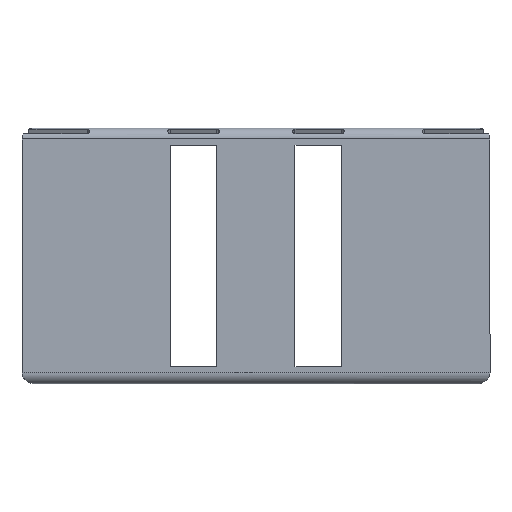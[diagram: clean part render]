
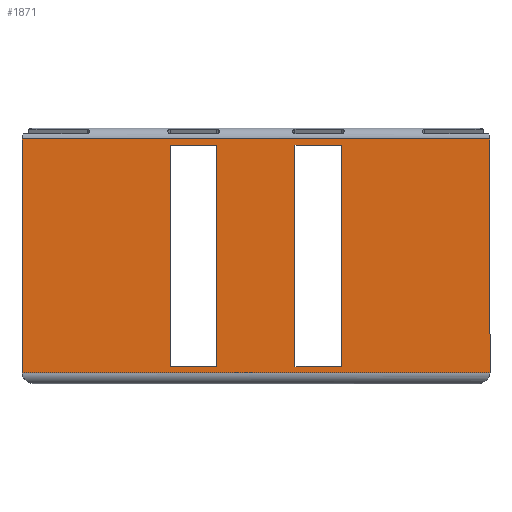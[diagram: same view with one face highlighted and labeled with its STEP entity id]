
A CAD part, front view. The second image highlights one B-rep face of the part: STEP entity #1871.
In plain terms, the highlighted planar face has unit normal (0, -1, 0).
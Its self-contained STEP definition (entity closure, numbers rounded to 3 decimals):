
#6 = VERTEX_POINT ( 'NONE', #718 ) ;
#24 = CARTESIAN_POINT ( 'NONE',  ( -55., -4., -71. ) ) ;
#29 = ORIENTED_EDGE ( 'NONE', *, *, #2375, .T. ) ;
#55 = EDGE_CURVE ( 'NONE', #1734, #2274, #2007, .T. ) ;
#85 = LINE ( 'NONE', #294, #673 ) ;
#120 = LINE ( 'NONE', #1617, #519 ) ;
#176 = ORIENTED_EDGE ( 'NONE', *, *, #2051, .F. ) ;
#190 = DIRECTION ( 'NONE',  ( -1., 0., 0. ) ) ;
#196 = VERTEX_POINT ( 'NONE', #819 ) ;
#201 = VECTOR ( 'NONE', #1110, 1000. ) ;
#215 = EDGE_CURVE ( 'NONE', #257, #1734, #1028, .T. ) ;
#240 = DIRECTION ( 'NONE',  ( 0., 0., -1. ) ) ;
#257 = VERTEX_POINT ( 'NONE', #1830 ) ;
#283 = VECTOR ( 'NONE', #1101, 1000. ) ;
#288 = DIRECTION ( 'NONE',  ( -1., 0., 0. ) ) ;
#294 = CARTESIAN_POINT ( 'NONE',  ( -150., -4., 75. ) ) ;
#369 = VERTEX_POINT ( 'NONE', #853 ) ;
#411 = PLANE ( 'NONE',  #675 ) ;
#420 = EDGE_LOOP ( 'NONE', ( #1125, #950, #1198, #1829 ) ) ;
#442 = VERTEX_POINT ( 'NONE', #1237 ) ;
#451 = DIRECTION ( 'NONE',  ( 1., 0., 0. ) ) ;
#458 = CARTESIAN_POINT ( 'NONE',  ( 25., -4., 71. ) ) ;
#463 = CARTESIAN_POINT ( 'NONE',  ( 25., -4., -71. ) ) ;
#470 = DIRECTION ( 'NONE',  ( 0., 0., -1. ) ) ;
#484 = CARTESIAN_POINT ( 'NONE',  ( 150., -4., -75. ) ) ;
#486 = CARTESIAN_POINT ( 'NONE',  ( 25., -4., -71. ) ) ;
#489 = DIRECTION ( 'NONE',  ( 1., 0., 0. ) ) ;
#519 = VECTOR ( 'NONE', #1595, 1000. ) ;
#673 = VECTOR ( 'NONE', #489, 1000. ) ;
#675 = AXIS2_PLACEMENT_3D ( 'NONE', #2242, #1868, #1289 ) ;
#718 = CARTESIAN_POINT ( 'NONE',  ( -150., -4., 75. ) ) ;
#754 = FACE_OUTER_BOUND ( 'NONE', #1935, .T. ) ;
#775 = FACE_BOUND ( 'NONE', #1937, .T. ) ;
#780 = VERTEX_POINT ( 'NONE', #1267 ) ;
#819 = CARTESIAN_POINT ( 'NONE',  ( -25., -4., -71. ) ) ;
#836 = LINE ( 'NONE', #997, #1019 ) ;
#853 = CARTESIAN_POINT ( 'NONE',  ( -150., -4., -75. ) ) ;
#902 = VECTOR ( 'NONE', #240, 1000. ) ;
#908 = CARTESIAN_POINT ( 'NONE',  ( 55., -4., -71. ) ) ;
#941 = VECTOR ( 'NONE', #1239, 1000. ) ;
#945 = EDGE_CURVE ( 'NONE', #196, #1138, #1449, .T. ) ;
#950 = ORIENTED_EDGE ( 'NONE', *, *, #55, .T. ) ;
#997 = CARTESIAN_POINT ( 'NONE',  ( -55., -4., 71. ) ) ;
#1019 = VECTOR ( 'NONE', #451, 1000. ) ;
#1021 = CARTESIAN_POINT ( 'NONE',  ( 150., -4., -75. ) ) ;
#1023 = ORIENTED_EDGE ( 'NONE', *, *, #1106, .F. ) ;
#1028 = LINE ( 'NONE', #458, #1399 ) ;
#1101 = DIRECTION ( 'NONE',  ( 0., 0., -1. ) ) ;
#1106 = EDGE_CURVE ( 'NONE', #1224, #2284, #2374, .T. ) ;
#1109 = LINE ( 'NONE', #2041, #2248 ) ;
#1110 = DIRECTION ( 'NONE',  ( -1., 0., 0. ) ) ;
#1115 = ORIENTED_EDGE ( 'NONE', *, *, #2357, .T. ) ;
#1125 = ORIENTED_EDGE ( 'NONE', *, *, #215, .T. ) ;
#1138 = VERTEX_POINT ( 'NONE', #2330 ) ;
#1198 = ORIENTED_EDGE ( 'NONE', *, *, #1857, .T. ) ;
#1205 = VECTOR ( 'NONE', #470, 1000. ) ;
#1224 = VERTEX_POINT ( 'NONE', #2137 ) ;
#1237 = CARTESIAN_POINT ( 'NONE',  ( -25., -4., 71. ) ) ;
#1239 = DIRECTION ( 'NONE',  ( 0., 0., 1. ) ) ;
#1266 = ORIENTED_EDGE ( 'NONE', *, *, #945, .T. ) ;
#1267 = CARTESIAN_POINT ( 'NONE',  ( -55., -4., 71. ) ) ;
#1283 = LINE ( 'NONE', #1655, #2095 ) ;
#1289 = DIRECTION ( 'NONE',  ( 0., 0., 1. ) ) ;
#1354 = CARTESIAN_POINT ( 'NONE',  ( -55., -4., -71. ) ) ;
#1375 = LINE ( 'NONE', #1718, #902 ) ;
#1390 = LINE ( 'NONE', #1354, #1739 ) ;
#1399 = VECTOR ( 'NONE', #1927, 1000. ) ;
#1401 = EDGE_CURVE ( 'NONE', #6, #1224, #85, .T. ) ;
#1414 = LINE ( 'NONE', #486, #941 ) ;
#1449 = LINE ( 'NONE', #24, #201 ) ;
#1489 = EDGE_CURVE ( 'NONE', #369, #6, #120, .T. ) ;
#1547 = ORIENTED_EDGE ( 'NONE', *, *, #1489, .F. ) ;
#1595 = DIRECTION ( 'NONE',  ( 0., 0., 1. ) ) ;
#1617 = CARTESIAN_POINT ( 'NONE',  ( -150., -4., -75. ) ) ;
#1619 = ORIENTED_EDGE ( 'NONE', *, *, #1673, .T. ) ;
#1655 = CARTESIAN_POINT ( 'NONE',  ( -150., -4., -75. ) ) ;
#1659 = FACE_BOUND ( 'NONE', #420, .T. ) ;
#1673 = EDGE_CURVE ( 'NONE', #442, #196, #1375, .T. ) ;
#1718 = CARTESIAN_POINT ( 'NONE',  ( -25., -4., -71. ) ) ;
#1733 = CARTESIAN_POINT ( 'NONE',  ( 55., -4., -71. ) ) ;
#1734 = VERTEX_POINT ( 'NONE', #2138 ) ;
#1739 = VECTOR ( 'NONE', #2090, 1000. ) ;
#1750 = EDGE_CURVE ( 'NONE', #2237, #257, #1414, .T. ) ;
#1829 = ORIENTED_EDGE ( 'NONE', *, *, #1750, .T. ) ;
#1830 = CARTESIAN_POINT ( 'NONE',  ( 25., -4., 71. ) ) ;
#1857 = EDGE_CURVE ( 'NONE', #2274, #2237, #1109, .T. ) ;
#1868 = DIRECTION ( 'NONE',  ( 0., 1., 0. ) ) ;
#1871 = ADVANCED_FACE ( 'NONE', ( #775, #1659, #754 ), #411, .F. ) ;
#1927 = DIRECTION ( 'NONE',  ( 1., 0., 0. ) ) ;
#1935 = EDGE_LOOP ( 'NONE', ( #1023, #2130, #1547, #176 ) ) ;
#1937 = EDGE_LOOP ( 'NONE', ( #29, #1619, #1266, #1115 ) ) ;
#2007 = LINE ( 'NONE', #908, #283 ) ;
#2041 = CARTESIAN_POINT ( 'NONE',  ( 25., -4., -71. ) ) ;
#2051 = EDGE_CURVE ( 'NONE', #2284, #369, #1283, .T. ) ;
#2090 = DIRECTION ( 'NONE',  ( 0., 0., 1. ) ) ;
#2095 = VECTOR ( 'NONE', #288, 1000. ) ;
#2130 = ORIENTED_EDGE ( 'NONE', *, *, #1401, .F. ) ;
#2137 = CARTESIAN_POINT ( 'NONE',  ( 150., -4., 75. ) ) ;
#2138 = CARTESIAN_POINT ( 'NONE',  ( 55., -4., 71. ) ) ;
#2237 = VERTEX_POINT ( 'NONE', #463 ) ;
#2242 = CARTESIAN_POINT ( 'NONE',  ( 0., -4., 0. ) ) ;
#2248 = VECTOR ( 'NONE', #190, 1000. ) ;
#2274 = VERTEX_POINT ( 'NONE', #1733 ) ;
#2284 = VERTEX_POINT ( 'NONE', #1021 ) ;
#2330 = CARTESIAN_POINT ( 'NONE',  ( -55., -4., -71. ) ) ;
#2357 = EDGE_CURVE ( 'NONE', #1138, #780, #1390, .T. ) ;
#2374 = LINE ( 'NONE', #484, #1205 ) ;
#2375 = EDGE_CURVE ( 'NONE', #780, #442, #836, .T. ) ;
